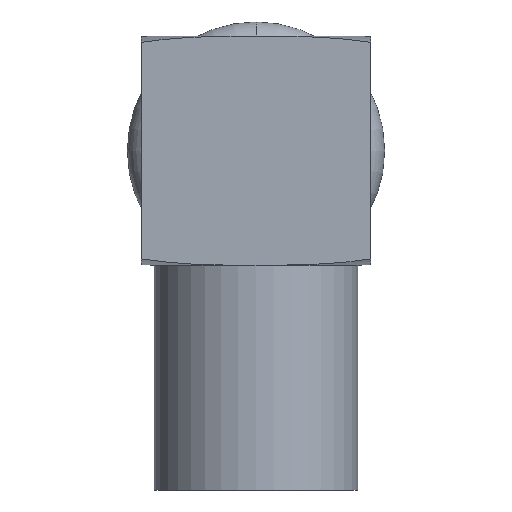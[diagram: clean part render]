
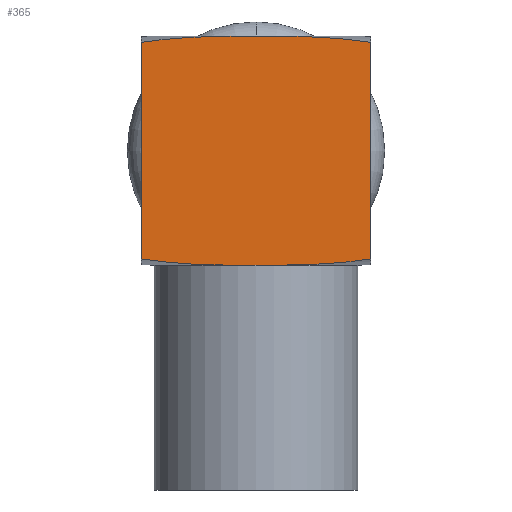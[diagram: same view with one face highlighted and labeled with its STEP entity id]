
A CAD part, front view. The second image highlights one B-rep face of the part: STEP entity #365.
In plain terms, the highlighted planar face has unit normal (0, -1, 0).
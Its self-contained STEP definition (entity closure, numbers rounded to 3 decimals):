
#57 = CARTESIAN_POINT ( 'NONE',  ( 12.518, -12., 52.916 ) ) ;
#78 = CARTESIAN_POINT ( 'NONE',  ( 13.5, -12., 53.5 ) ) ;
#93 = CARTESIAN_POINT ( 'NONE',  ( -13.5, -12., 27.238 ) ) ;
#99 = CARTESIAN_POINT ( 'NONE',  ( 3.6, -12., 53.493 ) ) ;
#114 = CARTESIAN_POINT ( 'NONE',  ( -1.613, -12., 53.5 ) ) ;
#141 = CARTESIAN_POINT ( 'NONE',  ( 13.5, -12., 53.5 ) ) ;
#151 = VERTEX_POINT ( 'NONE', #475 ) ;
#157 = VERTEX_POINT ( 'NONE', #1278 ) ;
#163 = VECTOR ( 'NONE', #1580, 1000. ) ;
#165 = CARTESIAN_POINT ( 'NONE',  ( 13.01, -12., 27.154 ) ) ;
#188 = DIRECTION ( 'NONE',  ( 0., 0., -1. ) ) ;
#190 = CARTESIAN_POINT ( 'NONE',  ( 8.564, -12., 26.693 ) ) ;
#220 = ORIENTED_EDGE ( 'NONE', *, *, #254, .F. ) ;
#230 = CARTESIAN_POINT ( 'NONE',  ( -5.587, -12., 53.451 ) ) ;
#240 = CARTESIAN_POINT ( 'NONE',  ( -13.01, -12., 27.154 ) ) ;
#254 = EDGE_CURVE ( 'NONE', #516, #1685, #1190, .T. ) ;
#258 = CARTESIAN_POINT ( 'NONE',  ( -12.518, -12., 52.916 ) ) ;
#263 = DIRECTION ( 'NONE',  ( 0., 0., -1. ) ) ;
#297 = VERTEX_POINT ( 'NONE', #810 ) ;
#344 = CARTESIAN_POINT ( 'NONE',  ( 13.5, -12., 53.5 ) ) ;
#365 = ADVANCED_FACE ( 'NONE', ( #530 ), #785, .F. ) ;
#368 = CARTESIAN_POINT ( 'NONE',  ( 0., -12., 26.5 ) ) ;
#427 = CARTESIAN_POINT ( 'NONE',  ( 9.556, -12., 26.765 ) ) ;
#445 = CARTESIAN_POINT ( 'NONE',  ( 11.038, -12., 53.092 ) ) ;
#449 = EDGE_LOOP ( 'NONE', ( #1561, #913, #1357, #633, #1364, #1019, #220, #1135, #976 ) ) ;
#454 = CARTESIAN_POINT ( 'NONE',  ( 11.039, -12., 26.908 ) ) ;
#475 = CARTESIAN_POINT ( 'NONE',  ( 13.5, -12., 52.762 ) ) ;
#481 = EDGE_CURVE ( 'NONE', #834, #1129, #874, .T. ) ;
#482 = CARTESIAN_POINT ( 'NONE',  ( -2.606, -12., 26.501 ) ) ;
#516 = VERTEX_POINT ( 'NONE', #368 ) ;
#517 = CARTESIAN_POINT ( 'NONE',  ( -2.606, -12., 53.499 ) ) ;
#530 = FACE_OUTER_BOUND ( 'NONE', #449, .T. ) ;
#551 = CARTESIAN_POINT ( 'NONE',  ( 12.518, -12., 27.084 ) ) ;
#608 = CARTESIAN_POINT ( 'NONE',  ( -11.532, -12., 26.961 ) ) ;
#633 = ORIENTED_EDGE ( 'NONE', *, *, #680, .T. ) ;
#664 = DIRECTION ( 'NONE',  ( 0., 1., 0. ) ) ;
#680 = EDGE_CURVE ( 'NONE', #1129, #297, #1459, .T. ) ;
#683 = CARTESIAN_POINT ( 'NONE',  ( 13.5, -12., 27.238 ) ) ;
#689 = CARTESIAN_POINT ( 'NONE',  ( 13.5, -12., 52.762 ) ) ;
#708 = CARTESIAN_POINT ( 'NONE',  ( 8.563, -12., 53.307 ) ) ;
#712 = VERTEX_POINT ( 'NONE', #1290 ) ;
#742 = CARTESIAN_POINT ( 'NONE',  ( 1.613, -12., 26.5 ) ) ;
#762 = CARTESIAN_POINT ( 'NONE',  ( -11.038, -12., 26.908 ) ) ;
#775 = CARTESIAN_POINT ( 'NONE',  ( -13.01, -12., 52.846 ) ) ;
#785 = PLANE ( 'NONE',  #1070 ) ;
#810 = CARTESIAN_POINT ( 'NONE',  ( -13.5, -12., 52.762 ) ) ;
#811 = VECTOR ( 'NONE', #188, 1000. ) ;
#814 = CARTESIAN_POINT ( 'NONE',  ( 6.58, -12., 26.585 ) ) ;
#834 = VERTEX_POINT ( 'NONE', #872 ) ;
#872 = CARTESIAN_POINT ( 'NONE',  ( 1.613, -12., 53.5 ) ) ;
#874 = LINE ( 'NONE', #344, #1493 ) ;
#911 = VECTOR ( 'NONE', #263, 1000. ) ;
#913 = ORIENTED_EDGE ( 'NONE', *, *, #1039, .T. ) ;
#918 = EDGE_CURVE ( 'NONE', #151, #157, #1234, .T. ) ;
#954 = CARTESIAN_POINT ( 'NONE',  ( 9.554, -12., 53.235 ) ) ;
#976 = ORIENTED_EDGE ( 'NONE', *, *, #1465, .T. ) ;
#1019 = ORIENTED_EDGE ( 'NONE', *, *, #1456, .T. ) ;
#1039 = EDGE_CURVE ( 'NONE', #151, #834, #1203, .T. ) ;
#1041 = CARTESIAN_POINT ( 'NONE',  ( 2.606, -12., 53.499 ) ) ;
#1070 = AXIS2_PLACEMENT_3D ( 'NONE', #141, #664, #1300 ) ;
#1075 = CARTESIAN_POINT ( 'NONE',  ( 3.6, -12., 26.507 ) ) ;
#1091 = CARTESIAN_POINT ( 'NONE',  ( 13.5, -12., 26.5 ) ) ;
#1117 = CARTESIAN_POINT ( 'NONE',  ( -8.563, -12., 26.693 ) ) ;
#1126 = CARTESIAN_POINT ( 'NONE',  ( 1.613, -12., 26.5 ) ) ;
#1129 = VERTEX_POINT ( 'NONE', #1419 ) ;
#1130 = CARTESIAN_POINT ( 'NONE',  ( -6.58, -12., 53.415 ) ) ;
#1135 = ORIENTED_EDGE ( 'NONE', *, *, #1301, .F. ) ;
#1142 = CARTESIAN_POINT ( 'NONE',  ( -13.5, -12., 52.762 ) ) ;
#1147 = DIRECTION ( 'NONE',  ( -1., 0., 0. ) ) ;
#1154 = EDGE_CURVE ( 'NONE', #297, #712, #1299, .T. ) ;
#1175 = B_SPLINE_CURVE_WITH_KNOTS ( 'NONE', 3,
 ( #1126, #1205, #1075, #1626, #814, #190, #427, #454, #1489, #551, #165, #683 ),
 .UNSPECIFIED., .F., .F.,
 ( 4, 2, 2, 2, 2, 4 ),
 ( 0.015, 0.018, 0.021, 0.024, 0.026, 0.027 ),
 .UNSPECIFIED. ) ;
#1190 = LINE ( 'NONE', #1595, #163 ) ;
#1203 = B_SPLINE_CURVE_WITH_KNOTS ( 'NONE', 3,
 ( #689, #1215, #57, #1325, #445, #954, #708, #1223, #1433, #99, #1041, #1591 ),
 .UNSPECIFIED., .F., .F.,
 ( 4, 2, 2, 2, 2, 4 ),
 ( 0., 0.001, 0.003, 0.006, 0.009, 0.012 ),
 .UNSPECIFIED. ) ;
#1205 = CARTESIAN_POINT ( 'NONE',  ( 2.606, -12., 26.501 ) ) ;
#1215 = CARTESIAN_POINT ( 'NONE',  ( 13.01, -12., 52.846 ) ) ;
#1223 = CARTESIAN_POINT ( 'NONE',  ( 6.58, -12., 53.415 ) ) ;
#1234 = LINE ( 'NONE', #78, #811 ) ;
#1272 = CARTESIAN_POINT ( 'NONE',  ( -3.6, -12., 26.507 ) ) ;
#1278 = CARTESIAN_POINT ( 'NONE',  ( 13.5, -12., 27.238 ) ) ;
#1281 = CARTESIAN_POINT ( 'NONE',  ( -3.6, -12., 53.493 ) ) ;
#1290 = CARTESIAN_POINT ( 'NONE',  ( -13.5, -12., 27.238 ) ) ;
#1299 = LINE ( 'NONE', #1450, #911 ) ;
#1300 = DIRECTION ( 'NONE',  ( 0., 0., 1. ) ) ;
#1301 = EDGE_CURVE ( 'NONE', #1538, #516, #1341, .T. ) ;
#1318 = B_SPLINE_CURVE_WITH_KNOTS ( 'NONE', 3,
 ( #93, #240, #1411, #608, #762, #1534, #1117, #1543, #1371, #1272, #482, #1389 ),
 .UNSPECIFIED., .F., .F.,
 ( 4, 2, 2, 2, 2, 4 ),
 ( 0., 0.001, 0.003, 0.006, 0.009, 0.012 ),
 .UNSPECIFIED. ) ;
#1325 = CARTESIAN_POINT ( 'NONE',  ( 11.532, -12., 53.039 ) ) ;
#1341 = LINE ( 'NONE', #1091, #1548 ) ;
#1357 = ORIENTED_EDGE ( 'NONE', *, *, #481, .T. ) ;
#1364 = ORIENTED_EDGE ( 'NONE', *, *, #1154, .T. ) ;
#1371 = CARTESIAN_POINT ( 'NONE',  ( -5.587, -12., 26.549 ) ) ;
#1389 = CARTESIAN_POINT ( 'NONE',  ( -1.613, -12., 26.5 ) ) ;
#1404 = CARTESIAN_POINT ( 'NONE',  ( -8.564, -12., 53.307 ) ) ;
#1411 = CARTESIAN_POINT ( 'NONE',  ( -12.518, -12., 27.084 ) ) ;
#1419 = CARTESIAN_POINT ( 'NONE',  ( -1.613, -12., 53.5 ) ) ;
#1433 = CARTESIAN_POINT ( 'NONE',  ( 5.587, -12., 53.451 ) ) ;
#1450 = CARTESIAN_POINT ( 'NONE',  ( -13.5, -12., 53.5 ) ) ;
#1456 = EDGE_CURVE ( 'NONE', #712, #1685, #1318, .T. ) ;
#1459 = B_SPLINE_CURVE_WITH_KNOTS ( 'NONE', 3,
 ( #114, #517, #1281, #230, #1130, #1404, #1558, #1690, #1676, #258, #775, #1142 ),
 .UNSPECIFIED., .F., .F.,
 ( 4, 2, 2, 2, 2, 4 ),
 ( 0.015, 0.018, 0.021, 0.024, 0.026, 0.027 ),
 .UNSPECIFIED. ) ;
#1465 = EDGE_CURVE ( 'NONE', #1538, #157, #1175, .T. ) ;
#1489 = CARTESIAN_POINT ( 'NONE',  ( 11.532, -12., 26.961 ) ) ;
#1493 = VECTOR ( 'NONE', #1147, 1000. ) ;
#1499 = DIRECTION ( 'NONE',  ( -1., 0., 0. ) ) ;
#1534 = CARTESIAN_POINT ( 'NONE',  ( -9.554, -12., 26.765 ) ) ;
#1538 = VERTEX_POINT ( 'NONE', #742 ) ;
#1543 = CARTESIAN_POINT ( 'NONE',  ( -6.58, -12., 26.585 ) ) ;
#1548 = VECTOR ( 'NONE', #1499, 1000. ) ;
#1558 = CARTESIAN_POINT ( 'NONE',  ( -9.556, -12., 53.235 ) ) ;
#1561 = ORIENTED_EDGE ( 'NONE', *, *, #918, .F. ) ;
#1580 = DIRECTION ( 'NONE',  ( -1., 0., 0. ) ) ;
#1591 = CARTESIAN_POINT ( 'NONE',  ( 1.613, -12., 53.5 ) ) ;
#1595 = CARTESIAN_POINT ( 'NONE',  ( 13.5, -12., 26.5 ) ) ;
#1626 = CARTESIAN_POINT ( 'NONE',  ( 5.587, -12., 26.549 ) ) ;
#1666 = CARTESIAN_POINT ( 'NONE',  ( -1.613, -12., 26.5 ) ) ;
#1676 = CARTESIAN_POINT ( 'NONE',  ( -11.532, -12., 53.039 ) ) ;
#1685 = VERTEX_POINT ( 'NONE', #1666 ) ;
#1690 = CARTESIAN_POINT ( 'NONE',  ( -11.039, -12., 53.092 ) ) ;
